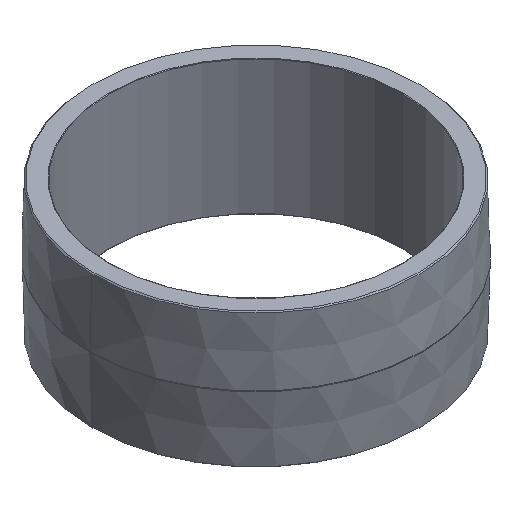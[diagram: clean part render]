
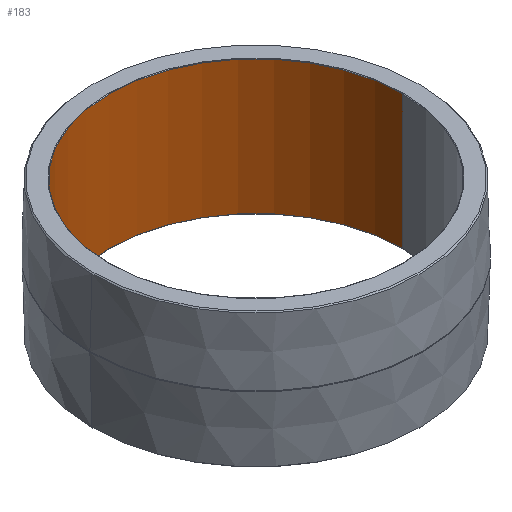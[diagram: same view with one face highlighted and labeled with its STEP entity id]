
A CAD part, isometric view. The second image highlights one B-rep face of the part: STEP entity #183.
In plain terms, the highlighted cylindrical face has radius 96.774 mm (diameter 193.548 mm), a partial arc.
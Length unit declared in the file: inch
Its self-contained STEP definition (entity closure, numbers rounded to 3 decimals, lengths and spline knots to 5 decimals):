
#12 = VECTOR ( 'NONE', #392, 39.37008 ) ;
#28 = VERTEX_POINT ( 'NONE', #126 ) ;
#31 = CARTESIAN_POINT ( 'NONE',  ( -3.81, 0., 3.4875 ) ) ;
#47 = VERTEX_POINT ( 'NONE', #341 ) ;
#63 = CARTESIAN_POINT ( 'NONE',  ( -3.81, 0., 3.5 ) ) ;
#65 = CIRCLE ( 'NONE', #99, 3.81 ) ;
#82 = AXIS2_PLACEMENT_3D ( 'NONE', #317, #433, #319 ) ;
#85 = VERTEX_POINT ( 'NONE', #31 ) ;
#99 = AXIS2_PLACEMENT_3D ( 'NONE', #397, #190, #525 ) ;
#126 = CARTESIAN_POINT ( 'NONE',  ( -3.81, 0., 0.0125 ) ) ;
#137 = EDGE_CURVE ( 'NONE', #462, #47, #475, .T. ) ;
#153 = ORIENTED_EDGE ( 'NONE', *, *, #155, .T. ) ;
#155 = EDGE_CURVE ( 'NONE', #462, #85, #65, .T. ) ;
#179 = FACE_OUTER_BOUND ( 'NONE', #461, .T. ) ;
#183 = ADVANCED_FACE ( 'NONE', ( #179 ), #346, .F. ) ;
#190 = DIRECTION ( 'NONE',  ( 0., 0., 1. ) ) ;
#230 = EDGE_CURVE ( 'NONE', #28, #47, #424, .T. ) ;
#267 = CARTESIAN_POINT ( 'NONE',  ( 0., 0., 0.0125 ) ) ;
#290 = ORIENTED_EDGE ( 'NONE', *, *, #137, .F. ) ;
#317 = CARTESIAN_POINT ( 'NONE',  ( 0., 0., 3.5 ) ) ;
#319 = DIRECTION ( 'NONE',  ( -1., 0., 0. ) ) ;
#331 = ORIENTED_EDGE ( 'NONE', *, *, #230, .T. ) ;
#341 = CARTESIAN_POINT ( 'NONE',  ( 3.81, 0., 0.0125 ) ) ;
#345 = EDGE_CURVE ( 'NONE', #85, #28, #493, .T. ) ;
#346 = CYLINDRICAL_SURFACE ( 'NONE', #82, 3.81 ) ;
#360 = CARTESIAN_POINT ( 'NONE',  ( 3.81, 0., 3.5 ) ) ;
#377 = CARTESIAN_POINT ( 'NONE',  ( 3.81, 0., 3.4875 ) ) ;
#392 = DIRECTION ( 'NONE',  ( 0., 0., -1. ) ) ;
#397 = CARTESIAN_POINT ( 'NONE',  ( 0., 0., 3.4875 ) ) ;
#409 = DIRECTION ( 'NONE',  ( 0., 0., -1. ) ) ;
#424 = CIRCLE ( 'NONE', #501, 3.81 ) ;
#433 = DIRECTION ( 'NONE',  ( 0., 0., -1. ) ) ;
#461 = EDGE_LOOP ( 'NONE', ( #290, #153, #543, #331 ) ) ;
#462 = VERTEX_POINT ( 'NONE', #377 ) ;
#475 = LINE ( 'NONE', #360, #12 ) ;
#482 = DIRECTION ( 'NONE',  ( 1., 0., 0. ) ) ;
#493 = LINE ( 'NONE', #63, #520 ) ;
#501 = AXIS2_PLACEMENT_3D ( 'NONE', #267, #519, #482 ) ;
#519 = DIRECTION ( 'NONE',  ( 0., 0., -1. ) ) ;
#520 = VECTOR ( 'NONE', #409, 39.37008 ) ;
#525 = DIRECTION ( 'NONE',  ( 1., 0., 0. ) ) ;
#543 = ORIENTED_EDGE ( 'NONE', *, *, #345, .T. ) ;
